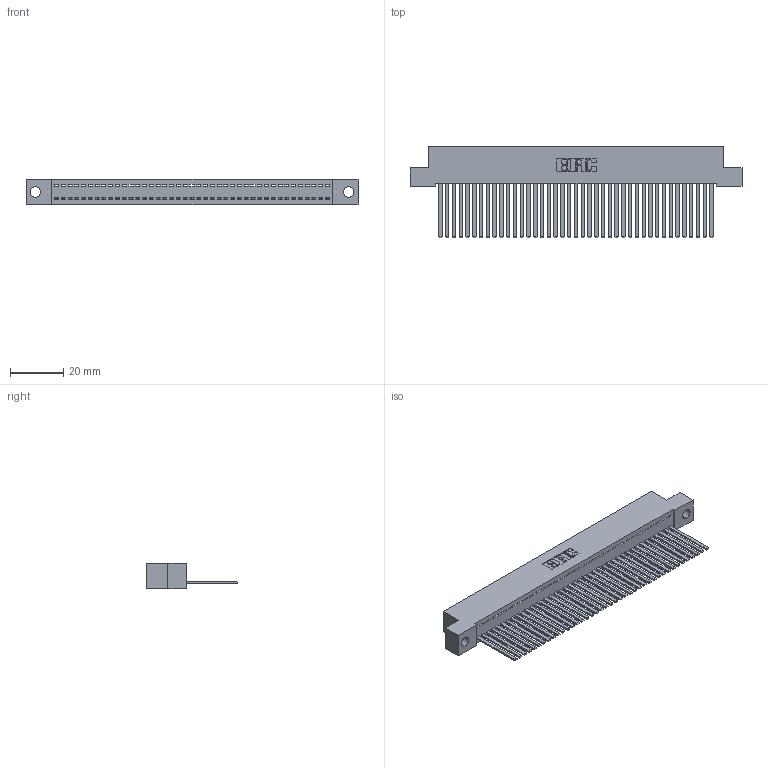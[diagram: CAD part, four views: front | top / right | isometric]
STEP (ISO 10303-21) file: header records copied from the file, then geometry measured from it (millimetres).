
FILE_DESCRIPTION (( 'STEP AP203' ), '1' );
FILE_NAME ('342-041-544-104.STEP', '2018-08-12T01:52:34', ( '' ), ( '' ), 'SwSTEP 2.0', 'SolidWorks 2016', '' );
FILE_SCHEMA (( 'CONFIG_CONTROL_DESIGN' ));
Length unit declared in the file: inch
Products named in the file (3): 342 Part_.156 TH; 345-292-001_345-293-144; 342-041-544-104
Assembly tree (42 placements, depth 2):
  342-041-544-104
    342 Part_.156 TH
    345-292-001_345-293-144  x41
Bounding box: 124.46 x 34.3 x 9.4 mm (x, y, z)
Volume: 11296.8 mm3; surface area: 17740.3 mm2
Topology: 42 solids, 42 shells, 2242 faces, 6777 edges, 4462 vertices
Faces by surface type: plane 1624, cylinder 618
Entity records: 24881 total; most frequent: CARTESIAN_POINT 4297, ORIENTED_EDGE 4274, DIRECTION 3623, EDGE_CURVE 2137, LINE 2013, VECTOR 2013, VERTEX_POINT 1422, AXIS2_PLACEMENT_3D 805
